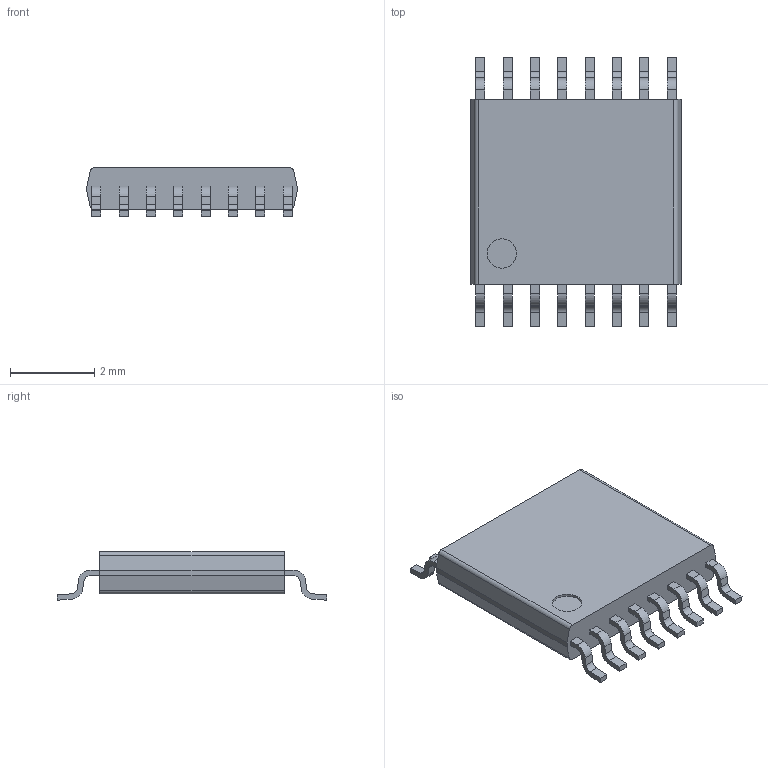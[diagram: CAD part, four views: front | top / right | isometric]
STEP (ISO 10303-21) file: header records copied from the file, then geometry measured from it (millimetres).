
FILE_DESCRIPTION(('STEP AP214'),'1');
FILE_NAME('U16U.step','2020-11-27T08:14:46',(' '),('ANSOFT Corporation'),'Spatial InterOp 3D',' ',' ');
FILE_SCHEMA(('AUTOMOTIVE_DESIGN { 1 0 10303 214 1 1 1 1 }'));
Length unit declared in the file: millimetre
Products named in the file (1): EMC
Bounding box: 5 x 6.4 x 1.15 mm (x, y, z)
Volume: 22.2 mm3; surface area: 77.2 mm2
Topology: 17 solids, 18 shells, 242 faces, 620 edges, 414 vertices
Faces by surface type: plane 172, cylinder 70
Entity records: 9486 total; most frequent: CARTESIAN_POINT 1294, DIRECTION 1282, ORIENTED_EDGE 1238, EDGE_CURVE 620, LINE 478, VECTOR 478, VERTEX_POINT 414, AXIS2_PLACEMENT_3D 402
